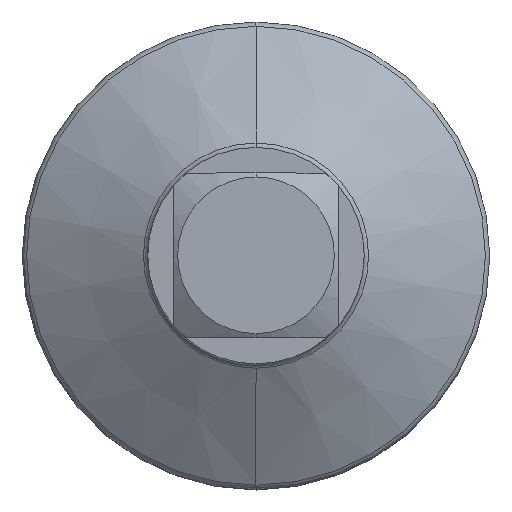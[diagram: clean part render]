
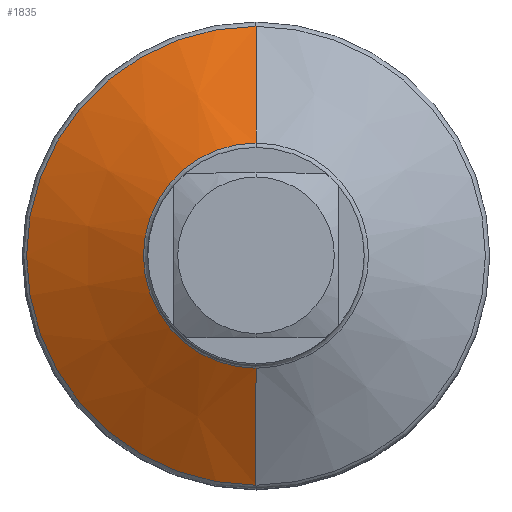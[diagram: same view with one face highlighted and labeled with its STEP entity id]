
A CAD part, top view. The second image highlights one B-rep face of the part: STEP entity #1835.
In plain terms, the highlighted conical face has half-angle 60 degrees and reference radius 19.75 mm.
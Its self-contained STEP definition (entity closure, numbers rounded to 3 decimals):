
#742=CARTESIAN_POINT('',(0.,0.,34.589));
#743=DIRECTION('',(0.,0.,-1.));
#744=DIRECTION('',(0.,-1.,0.));
#745=AXIS2_PLACEMENT_3D('',#742,#743,#744);
#750=DIRECTION('',(0.,0.866,-0.5));
#751=VECTOR('',#750,15.588);
#752=CARTESIAN_POINT('',(0.,13.,42.383));
#753=LINE('',#752,#751);
#757=CARTESIAN_POINT('',(0.,0.,42.383));
#758=DIRECTION('',(0.,0.,1.));
#759=DIRECTION('',(0.,1.,0.));
#760=AXIS2_PLACEMENT_3D('',#757,#758,#759);
#765=DIRECTION('',(0.,-0.866,-0.5));
#766=VECTOR('',#765,15.588);
#767=CARTESIAN_POINT('',(0.,-13.,42.383));
#768=LINE('',#767,#766);
#1293=CARTESIAN_POINT('',(0.,-13.,42.383));
#1294=CARTESIAN_POINT('',(0.,13.,42.383));
#1295=VERTEX_POINT('',#1293);
#1296=VERTEX_POINT('',#1294);
#1305=CARTESIAN_POINT('',(0.,26.5,34.589));
#1306=CARTESIAN_POINT('',(0.,-26.5,34.589));
#1307=VERTEX_POINT('',#1305);
#1308=VERTEX_POINT('',#1306);
#1821=CARTESIAN_POINT('',(0.,0.,38.486));
#1822=DIRECTION('',(0.,0.,-1.));
#1823=DIRECTION('',(0.,-1.,0.));
#1824=AXIS2_PLACEMENT_3D('',#1821,#1822,#1823);
#1825=CONICAL_SURFACE('',#1824,19.75,60.);
#1826=ORIENTED_EDGE('',*,*,#1815,.T.);
#1828=ORIENTED_EDGE('',*,*,#1827,.F.);
#1830=ORIENTED_EDGE('',*,*,#1829,.T.);
#1832=ORIENTED_EDGE('',*,*,#1831,.T.);
#1833=EDGE_LOOP('',(#1826,#1828,#1830,#1832));
#1834=FACE_OUTER_BOUND('',#1833,.F.);
#1835=ADVANCED_FACE('',(#1834),#1825,.T.);
#746=CIRCLE('',#745,26.5);
#761=CIRCLE('',#760,13.);
#1815=EDGE_CURVE('',#1308,#1307,#746,.T.);
#1827=EDGE_CURVE('',#1296,#1307,#753,.T.);
#1829=EDGE_CURVE('',#1296,#1295,#761,.T.);
#1831=EDGE_CURVE('',#1295,#1308,#768,.T.);
